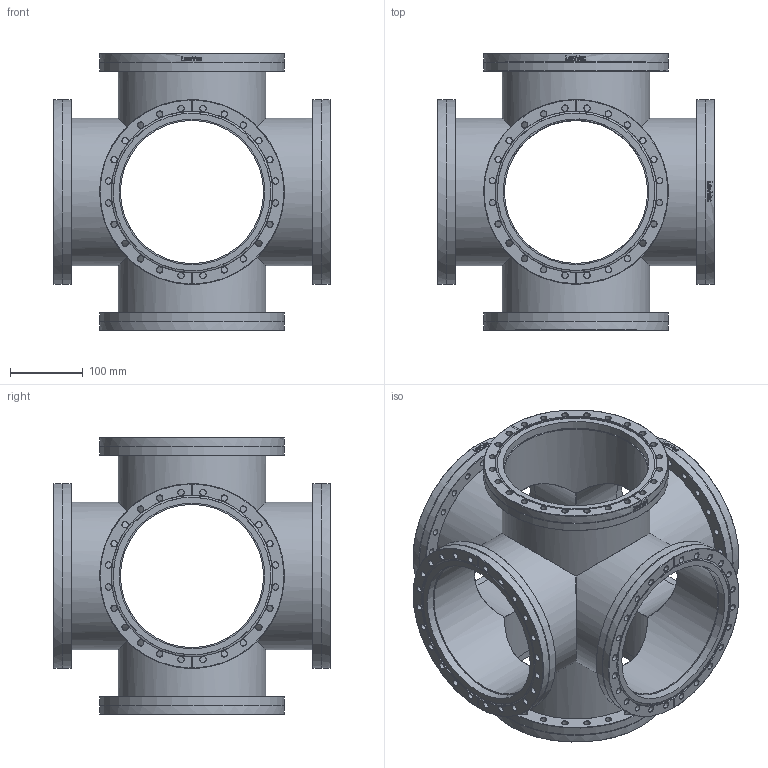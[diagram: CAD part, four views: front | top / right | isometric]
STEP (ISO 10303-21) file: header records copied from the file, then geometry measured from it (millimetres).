
FILE_DESCRIPTION(/* description */ (''),/* implementation_level */ '2;1');
FILE_NAME(/* name */ 'FL-6X200CF.stp',/* time_stamp */ '2018-03-02T11:19:50+00:00',/* author */ ('paul'),/* organization */ (''),/* preprocessor_version */ 'ST-DEVELOPER v17',/* originating_system */ 'Autodesk Inventor 2018',/* authorisation */ '');
FILE_SCHEMA (('AUTOMOTIVE_DESIGN { 1 0 10303 214 3 1 1 }'));
Length unit declared in the file: millimetre
Products named in the file (6): FL-6X200CF; FL-200CFR-203; FL-200CFR OUTER; FL-200CFR-203 INNER; TUBE2; FL-200CF-203
Assembly tree (14 placements, depth 3):
  FL-6X200CF
    TUBE2  x6
    FL-200CFR-203  x3
      FL-200CFR OUTER
      FL-200CFR-203 INNER
    FL-200CF-203  x3
Bounding box: 381 x 381 x 381 mm (x, y, z)
Volume: 3467612.5 mm3; surface area: 1296488.3 mm2
Topology: 15 solids, 15 shells, 1149 faces, 3342 edges, 2199 vertices
Faces by surface type: cone 327, bspline 318, cylinder 252, plane 246, torus 6
Full cylindrical faces by diameter (mm): 8.4 x144, 197 x6, 200.4 x6, 203.2 x6, 203.7 x6, 211 x3, 222 x3, 222.2 x6, 254 x12
Entity records: 38386 total; most frequent: CARTESIAN_POINT 28512, ORIENTED_EDGE 2192, DIRECTION 1775, EDGE_CURVE 1096, VERTEX_POINT 721, AXIS2_PLACEMENT_3D 703, EDGE_LOOP 473, CIRCLE 403
